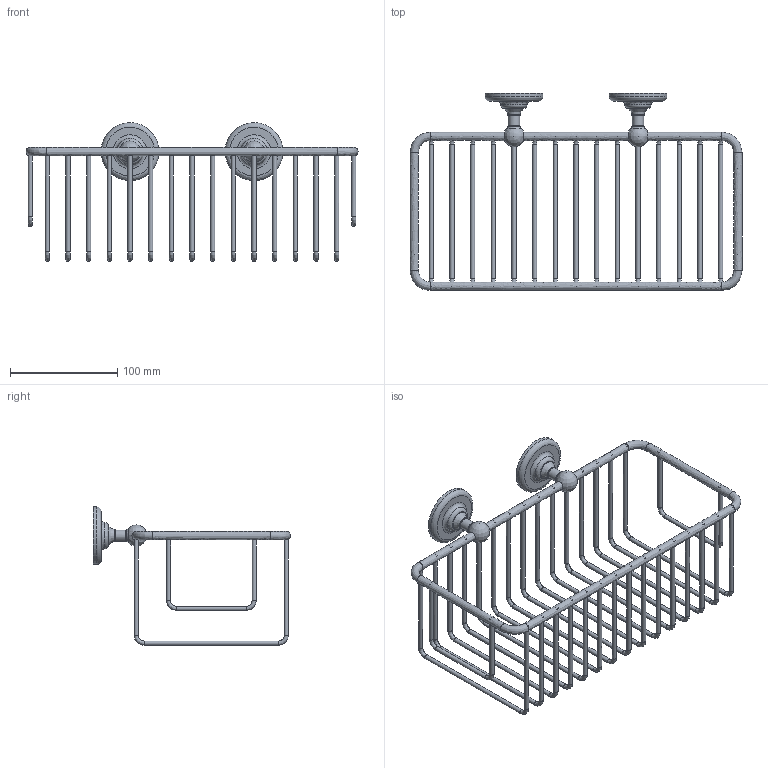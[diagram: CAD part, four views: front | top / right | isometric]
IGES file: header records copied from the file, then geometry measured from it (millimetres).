
Global section: file name: N4326-XL; native system: Autodesk Inventor 2018; preprocessor: unknown; author: aprice; date: 20170920.145349; units: millimetre
Bounding box: 309.94 x 183.97 x 129.32 mm (x, y, z)
Volume: 147553.1 mm3; surface area: 117911.9 mm2
Topology: 32 solids, 32 shells, 454 faces, 1247 edges, 859 vertices
Faces by surface type: bspline 454
